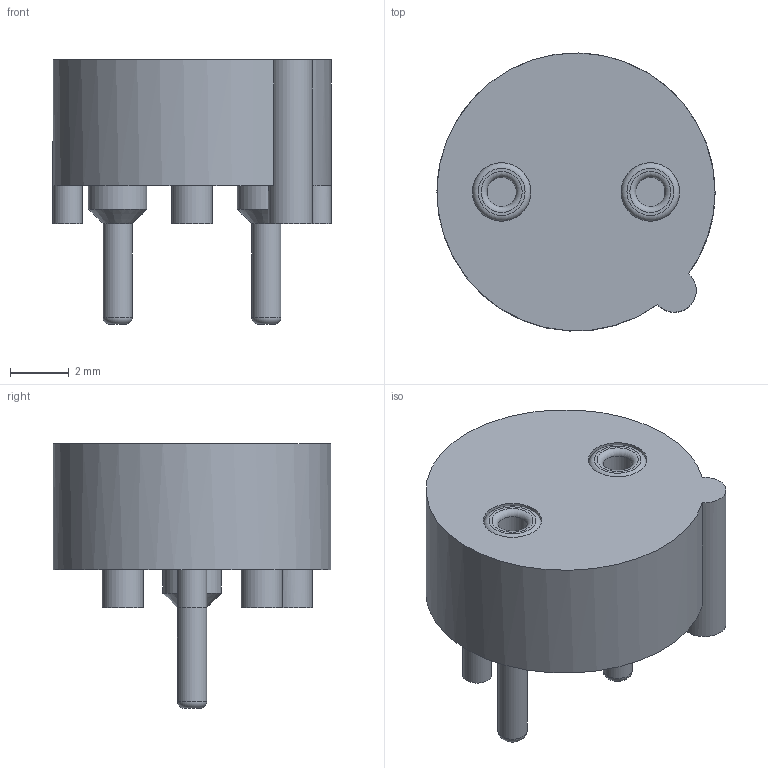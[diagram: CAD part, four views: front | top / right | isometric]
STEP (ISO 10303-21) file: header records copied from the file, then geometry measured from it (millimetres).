
FILE_DESCRIPTION(/* description */ ('model of Fuseholder_TR5_Littelfuse_No560_No460'),/* implementation_level */ '2;1');
FILE_NAME(/* name */ 'Fuseholder_TR5_Littelfuse_No560_No460.step',/* time_stamp */ '2019-01-12T13:27:26',/* author */ ('kicad StepUp','ksu'),/* organization */ ('FreeCAD'),/* preprocessor_version */ 'OCC',/* originating_system */ 'kicad StepUp',/* authorisation */ '');
FILE_SCHEMA(('AUTOMOTIVE_DESIGN { 1 0 10303 214 1 1 1 1 }'));
Length unit declared in the file: millimetre
Products named in the file (1): A_Littelfuse_No560_No460
Bounding box: 9.5 x 9.49 x 9.03 mm (x, y, z)
Volume: 325.7 mm3; surface area: 351.7 mm2
Topology: 1 solids, 1 shells, 35 faces, 63 edges, 38 vertices
Faces by surface type: cylinder 14, plane 13, torus 6, cone 2
Full cylindrical faces by diameter (mm): 1 x6, 1.4 x2, 1.5 x1, 2 x4
Entity records: 672 total; most frequent: ORIENTED_EDGE 114, CARTESIAN_POINT 87, AXIS2_PLACEMENT_3D 66, EDGE_CURVE 63, FACE_BOUND 45, EDGE_LOOP 45, CIRCLE 41, VERTEX_POINT 38
